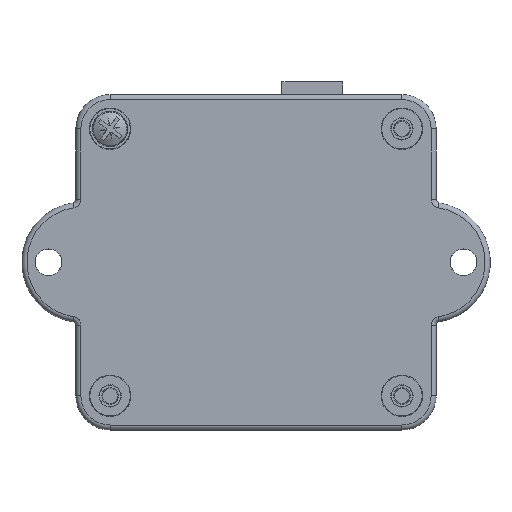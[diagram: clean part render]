
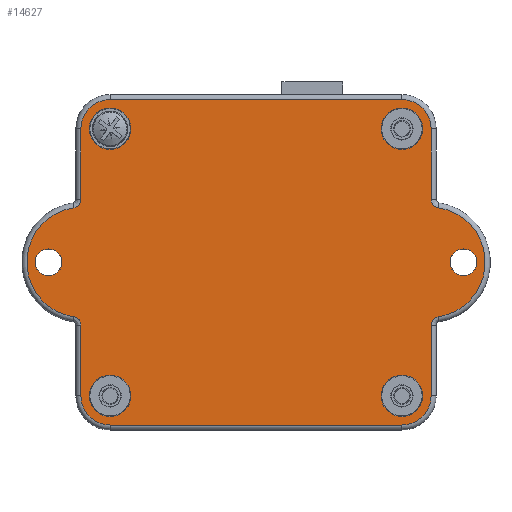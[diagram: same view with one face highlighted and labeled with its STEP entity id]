
A CAD part, top view. The second image highlights one B-rep face of the part: STEP entity #14627.
In plain terms, the highlighted planar face has unit normal (0, 0, 1).
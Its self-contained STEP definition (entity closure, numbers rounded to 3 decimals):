
#121=FACE_BOUND('',#2987,.T.);
#122=FACE_BOUND('',#2988,.T.);
#123=FACE_BOUND('',#2989,.T.);
#124=FACE_BOUND('',#2990,.T.);
#125=FACE_BOUND('',#2991,.T.);
#126=FACE_BOUND('',#2992,.T.);
#541=PLANE('',#15546);
#1039=B_SPLINE_CURVE_WITH_KNOTS('',3,(#25779,#25780,#25781,#25782,#25783),
 .UNSPECIFIED.,.F.,.F.,(4,1,4),(0.,0.076,0.178),
 .UNSPECIFIED.);
#1041=B_SPLINE_CURVE_WITH_KNOTS('',3,(#25823,#25824,#25825,#25826,#25827),
 .UNSPECIFIED.,.F.,.F.,(4,1,4),(0.,0.076,0.178),
 .UNSPECIFIED.);
#1043=B_SPLINE_CURVE_WITH_KNOTS('',3,(#25891,#25892,#25893,#25894,#25895),
 .UNSPECIFIED.,.F.,.F.,(4,1,4),(0.,0.076,0.178),
 .UNSPECIFIED.);
#1045=B_SPLINE_CURVE_WITH_KNOTS('',3,(#25935,#25936,#25937,#25938,#25939),
 .UNSPECIFIED.,.F.,.F.,(4,1,4),(0.,0.076,0.178),
 .UNSPECIFIED.);
#2113=FACE_OUTER_BOUND('',#2986,.T.);
#2986=EDGE_LOOP('',(#13266,#13267,#13268,#13269,#13270,#13271,#13272,#13273,
#13274,#13275,#13276,#13277,#13278,#13279,#13280,#13281));
#2987=EDGE_LOOP('',(#13282));
#2988=EDGE_LOOP('',(#13283));
#2989=EDGE_LOOP('',(#13284));
#2990=EDGE_LOOP('',(#13285));
#2991=EDGE_LOOP('',(#13286));
#2992=EDGE_LOOP('',(#13287));
#4295=LINE('',#25745,#5603);
#4297=LINE('',#25833,#5605);
#4299=LINE('',#25845,#5607);
#4301=LINE('',#25857,#5609);
#4303=LINE('',#25945,#5611);
#4305=LINE('',#25954,#5613);
#5603=VECTOR('',#18288,10.);
#5605=VECTOR('',#18306,10.);
#5607=VECTOR('',#18320,10.);
#5609=VECTOR('',#18334,10.);
#5611=VECTOR('',#18352,10.);
#5613=VECTOR('',#18364,10.);
#5928=CIRCLE('',#15501,4.359);
#5935=CIRCLE('',#15510,8.237);
#5940=CIRCLE('',#15517,4.359);
#5944=CIRCLE('',#15523,4.359);
#5949=CIRCLE('',#15530,8.237);
#5954=CIRCLE('',#15537,4.359);
#5957=CIRCLE('',#15547,2.);
#5958=CIRCLE('',#15548,2.);
#5959=CIRCLE('',#15549,3.1);
#5960=CIRCLE('',#15550,3.1);
#5961=CIRCLE('',#15551,3.1);
#5962=CIRCLE('',#15552,3.1);
#7229=VERTEX_POINT('',#25733);
#7230=VERTEX_POINT('',#25735);
#7232=VERTEX_POINT('',#25741);
#7234=VERTEX_POINT('',#25771);
#7236=VERTEX_POINT('',#25785);
#7238=VERTEX_POINT('',#25815);
#7240=VERTEX_POINT('',#25829);
#7242=VERTEX_POINT('',#25835);
#7244=VERTEX_POINT('',#25841);
#7246=VERTEX_POINT('',#25847);
#7248=VERTEX_POINT('',#25853);
#7250=VERTEX_POINT('',#25883);
#7252=VERTEX_POINT('',#25897);
#7254=VERTEX_POINT('',#25927);
#7256=VERTEX_POINT('',#25941);
#7258=VERTEX_POINT('',#25947);
#7270=VERTEX_POINT('',#26076);
#7271=VERTEX_POINT('',#26078);
#7272=VERTEX_POINT('',#26080);
#7273=VERTEX_POINT('',#26082);
#7274=VERTEX_POINT('',#26084);
#7275=VERTEX_POINT('',#26086);
#9254=EDGE_CURVE('',#7229,#7230,#5928,.T.);
#9259=EDGE_CURVE('',#7230,#7232,#4295,.T.);
#9262=EDGE_CURVE('',#7232,#7234,#1039,.T.);
#9265=EDGE_CURVE('',#7234,#7236,#5935,.T.);
#9268=EDGE_CURVE('',#7236,#7238,#1041,.T.);
#9271=EDGE_CURVE('',#7238,#7240,#4297,.T.);
#9274=EDGE_CURVE('',#7240,#7242,#5940,.T.);
#9277=EDGE_CURVE('',#7242,#7244,#4299,.T.);
#9280=EDGE_CURVE('',#7244,#7246,#5944,.T.);
#9283=EDGE_CURVE('',#7246,#7248,#4301,.T.);
#9286=EDGE_CURVE('',#7248,#7250,#1043,.T.);
#9289=EDGE_CURVE('',#7250,#7252,#5949,.T.);
#9292=EDGE_CURVE('',#7252,#7254,#1045,.T.);
#9295=EDGE_CURVE('',#7254,#7256,#4303,.T.);
#9298=EDGE_CURVE('',#7256,#7258,#5954,.T.);
#9300=EDGE_CURVE('',#7258,#7229,#4305,.T.);
#9320=EDGE_CURVE('',#7270,#7270,#5957,.T.);
#9321=EDGE_CURVE('',#7271,#7271,#5958,.T.);
#9322=EDGE_CURVE('',#7272,#7272,#5959,.T.);
#9323=EDGE_CURVE('',#7273,#7273,#5960,.T.);
#9324=EDGE_CURVE('',#7274,#7274,#5961,.T.);
#9325=EDGE_CURVE('',#7275,#7275,#5962,.T.);
#13266=ORIENTED_EDGE('',*,*,#9254,.F.);
#13267=ORIENTED_EDGE('',*,*,#9300,.F.);
#13268=ORIENTED_EDGE('',*,*,#9298,.F.);
#13269=ORIENTED_EDGE('',*,*,#9295,.F.);
#13270=ORIENTED_EDGE('',*,*,#9292,.F.);
#13271=ORIENTED_EDGE('',*,*,#9289,.F.);
#13272=ORIENTED_EDGE('',*,*,#9286,.F.);
#13273=ORIENTED_EDGE('',*,*,#9283,.F.);
#13274=ORIENTED_EDGE('',*,*,#9280,.F.);
#13275=ORIENTED_EDGE('',*,*,#9277,.F.);
#13276=ORIENTED_EDGE('',*,*,#9274,.F.);
#13277=ORIENTED_EDGE('',*,*,#9271,.F.);
#13278=ORIENTED_EDGE('',*,*,#9268,.F.);
#13279=ORIENTED_EDGE('',*,*,#9265,.F.);
#13280=ORIENTED_EDGE('',*,*,#9262,.F.);
#13281=ORIENTED_EDGE('',*,*,#9259,.F.);
#13282=ORIENTED_EDGE('',*,*,#9320,.T.);
#13283=ORIENTED_EDGE('',*,*,#9321,.F.);
#13284=ORIENTED_EDGE('',*,*,#9322,.T.);
#13285=ORIENTED_EDGE('',*,*,#9323,.T.);
#13286=ORIENTED_EDGE('',*,*,#9324,.T.);
#13287=ORIENTED_EDGE('',*,*,#9325,.T.);
#14627=ADVANCED_FACE('',(#2113,#121,#122,#123,#124,#125,#126),#541,.T.);
#15501=AXIS2_PLACEMENT_3D('',#25736,#18277,#18278);
#15510=AXIS2_PLACEMENT_3D('',#25789,#18297,#18298);
#15517=AXIS2_PLACEMENT_3D('',#25839,#18313,#18314);
#15523=AXIS2_PLACEMENT_3D('',#25851,#18327,#18328);
#15530=AXIS2_PLACEMENT_3D('',#25901,#18343,#18344);
#15537=AXIS2_PLACEMENT_3D('',#25951,#18359,#18360);
#15546=AXIS2_PLACEMENT_3D('',#26075,#18386,#18387);
#15547=AXIS2_PLACEMENT_3D('',#26077,#18388,#18389);
#15548=AXIS2_PLACEMENT_3D('',#26079,#18390,#18391);
#15549=AXIS2_PLACEMENT_3D('',#26081,#18392,#18393);
#15550=AXIS2_PLACEMENT_3D('',#26083,#18394,#18395);
#15551=AXIS2_PLACEMENT_3D('',#26085,#18396,#18397);
#15552=AXIS2_PLACEMENT_3D('',#26087,#18398,#18399);
#18277=DIRECTION('center_axis',(0.,0.,-1.));
#18278=DIRECTION('ref_axis',(0.707,0.707,0.));
#18288=DIRECTION('',(0.,-1.,0.));
#18297=DIRECTION('center_axis',(0.,0.,-1.));
#18298=DIRECTION('ref_axis',(1.,0.,0.));
#18306=DIRECTION('',(0.,-1.,0.));
#18313=DIRECTION('center_axis',(0.,0.,-1.));
#18314=DIRECTION('ref_axis',(0.707,-0.707,0.));
#18320=DIRECTION('',(-1.,0.,0.));
#18327=DIRECTION('center_axis',(0.,0.,-1.));
#18328=DIRECTION('ref_axis',(-0.707,-0.707,0.));
#18334=DIRECTION('',(0.,1.,0.));
#18343=DIRECTION('center_axis',(0.,0.,-1.));
#18344=DIRECTION('ref_axis',(-1.,0.,0.));
#18352=DIRECTION('',(0.,1.,0.));
#18359=DIRECTION('center_axis',(0.,0.,-1.));
#18360=DIRECTION('ref_axis',(-0.707,0.707,0.));
#18364=DIRECTION('',(1.,0.,0.));
#18386=DIRECTION('center_axis',(0.,0.,1.));
#18387=DIRECTION('ref_axis',(1.,0.,0.));
#18388=DIRECTION('center_axis',(0.,0.,-1.));
#18389=DIRECTION('ref_axis',(-1.,0.,0.));
#18390=DIRECTION('center_axis',(0.,0.,1.));
#18391=DIRECTION('ref_axis',(1.,0.,0.));
#18392=DIRECTION('center_axis',(0.,0.,-1.));
#18393=DIRECTION('ref_axis',(1.,0.,0.));
#18394=DIRECTION('center_axis',(0.,0.,-1.));
#18395=DIRECTION('ref_axis',(1.,0.,0.));
#18396=DIRECTION('center_axis',(0.,0.,-1.));
#18397=DIRECTION('ref_axis',(1.,0.,0.));
#18398=DIRECTION('center_axis',(0.,0.,-1.));
#18399=DIRECTION('ref_axis',(1.,0.,0.));
#25733=CARTESIAN_POINT('',(21.8,24.309,7.));
#25735=CARTESIAN_POINT('',(26.159,19.95,7.));
#25736=CARTESIAN_POINT('Origin',(21.8,19.95,7.));
#25741=CARTESIAN_POINT('',(26.159,9.381,7.));
#25745=CARTESIAN_POINT('',(26.159,9.975,7.));
#25771=CARTESIAN_POINT('',(27.223,8.145,7.));
#25779=CARTESIAN_POINT('Ctrl Pts',(26.159,9.381,7.));
#25780=CARTESIAN_POINT('Ctrl Pts',(26.159,9.128,7.));
#25781=CARTESIAN_POINT('Ctrl Pts',(26.345,8.535,7.));
#25782=CARTESIAN_POINT('Ctrl Pts',(26.888,8.196,7.));
#25783=CARTESIAN_POINT('Ctrl Pts',(27.223,8.145,7.));
#25785=CARTESIAN_POINT('',(27.223,-8.145,7.));
#25789=CARTESIAN_POINT('Origin',(26.,0.,7.));
#25815=CARTESIAN_POINT('',(26.159,-9.381,7.));
#25823=CARTESIAN_POINT('Ctrl Pts',(27.223,-8.145,7.));
#25824=CARTESIAN_POINT('Ctrl Pts',(26.972,-8.183,7.));
#25825=CARTESIAN_POINT('Ctrl Pts',(26.413,-8.455,7.));
#25826=CARTESIAN_POINT('Ctrl Pts',(26.159,-9.043,7.));
#25827=CARTESIAN_POINT('Ctrl Pts',(26.159,-9.381,7.));
#25829=CARTESIAN_POINT('',(26.159,-19.95,7.));
#25833=CARTESIAN_POINT('',(26.159,9.975,7.));
#25835=CARTESIAN_POINT('',(21.8,-24.309,7.));
#25839=CARTESIAN_POINT('Origin',(21.8,-19.95,7.));
#25841=CARTESIAN_POINT('',(-21.8,-24.309,7.));
#25845=CARTESIAN_POINT('',(10.9,-24.309,7.));
#25847=CARTESIAN_POINT('',(-26.159,-19.95,7.));
#25851=CARTESIAN_POINT('Origin',(-21.8,-19.95,7.));
#25853=CARTESIAN_POINT('',(-26.159,-9.381,7.));
#25857=CARTESIAN_POINT('',(-26.159,-9.975,7.));
#25883=CARTESIAN_POINT('',(-27.223,-8.145,7.));
#25891=CARTESIAN_POINT('Ctrl Pts',(-26.159,-9.381,
7.));
#25892=CARTESIAN_POINT('Ctrl Pts',(-26.159,-9.128,
7.));
#25893=CARTESIAN_POINT('Ctrl Pts',(-26.345,-8.535,7.));
#25894=CARTESIAN_POINT('Ctrl Pts',(-26.888,-8.196,
7.));
#25895=CARTESIAN_POINT('Ctrl Pts',(-27.223,-8.145,7.));
#25897=CARTESIAN_POINT('',(-27.223,8.145,7.));
#25901=CARTESIAN_POINT('Origin',(-26.,0.,7.));
#25927=CARTESIAN_POINT('',(-26.159,9.381,7.));
#25935=CARTESIAN_POINT('Ctrl Pts',(-27.223,8.145,7.));
#25936=CARTESIAN_POINT('Ctrl Pts',(-26.972,8.183,7.));
#25937=CARTESIAN_POINT('Ctrl Pts',(-26.413,8.455,7.));
#25938=CARTESIAN_POINT('Ctrl Pts',(-26.159,9.043,7.));
#25939=CARTESIAN_POINT('Ctrl Pts',(-26.159,9.381,7.));
#25941=CARTESIAN_POINT('',(-26.159,19.95,7.));
#25945=CARTESIAN_POINT('',(-26.159,-9.975,7.));
#25947=CARTESIAN_POINT('',(-21.8,24.309,7.));
#25951=CARTESIAN_POINT('Origin',(-21.8,19.95,7.));
#25954=CARTESIAN_POINT('',(-10.9,24.309,7.));
#26075=CARTESIAN_POINT('Origin',(0.,0.,7.));
#26076=CARTESIAN_POINT('',(33.,0.,7.));
#26077=CARTESIAN_POINT('Origin',(31.,0.,7.));
#26078=CARTESIAN_POINT('',(-33.,0.,7.));
#26079=CARTESIAN_POINT('Origin',(-31.,0.,7.));
#26080=CARTESIAN_POINT('',(-24.9,19.95,7.));
#26081=CARTESIAN_POINT('Origin',(-21.8,19.95,7.));
#26082=CARTESIAN_POINT('',(-24.9,-19.95,7.));
#26083=CARTESIAN_POINT('Origin',(-21.8,-19.95,7.));
#26084=CARTESIAN_POINT('',(18.7,19.95,7.));
#26085=CARTESIAN_POINT('Origin',(21.8,19.95,7.));
#26086=CARTESIAN_POINT('',(18.7,-19.95,7.));
#26087=CARTESIAN_POINT('Origin',(21.8,-19.95,7.));
